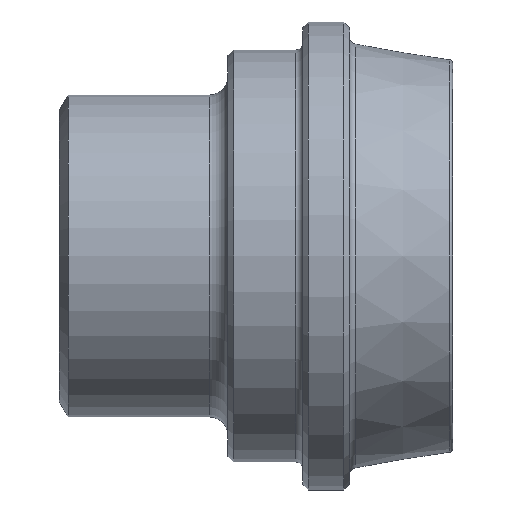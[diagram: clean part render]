
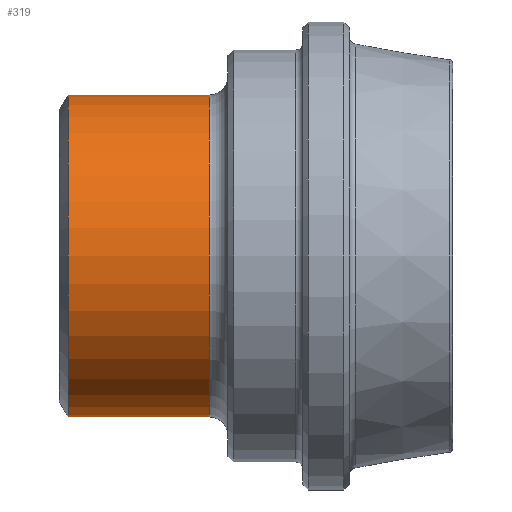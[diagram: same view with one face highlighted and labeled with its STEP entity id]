
A CAD part, front view. The second image highlights one B-rep face of the part: STEP entity #319.
In plain terms, the highlighted cylindrical face has radius 8.6 mm (diameter 17.2 mm), a full revolution.
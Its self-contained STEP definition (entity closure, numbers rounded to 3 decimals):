
#32=CYLINDRICAL_SURFACE('',#391,8.6);
#51=FACE_OUTER_BOUND('',#76,.T.);
#76=EDGE_LOOP('',(#285,#286,#287,#288,#289));
#87=LINE('',#603,#98);
#98=VECTOR('',#507,8.6);
#129=CIRCLE('',#388,8.6);
#131=CIRCLE('',#390,8.6);
#132=CIRCLE('',#392,8.6);
#159=VERTEX_POINT('',#596);
#160=VERTEX_POINT('',#597);
#161=VERTEX_POINT('',#602);
#200=EDGE_CURVE('',#159,#160,#129,.T.);
#202=EDGE_CURVE('',#160,#159,#131,.T.);
#203=EDGE_CURVE('',#159,#161,#87,.T.);
#204=EDGE_CURVE('',#161,#161,#132,.T.);
#285=ORIENTED_EDGE('',*,*,#200,.F.);
#286=ORIENTED_EDGE('',*,*,#203,.T.);
#287=ORIENTED_EDGE('',*,*,#204,.T.);
#288=ORIENTED_EDGE('',*,*,#203,.F.);
#289=ORIENTED_EDGE('',*,*,#202,.F.);
#319=ADVANCED_FACE('',(#51),#32,.T.);
#388=AXIS2_PLACEMENT_3D('',#598,#499,#500);
#390=AXIS2_PLACEMENT_3D('',#600,#503,#504);
#391=AXIS2_PLACEMENT_3D('',#601,#505,#506);
#392=AXIS2_PLACEMENT_3D('',#604,#508,#509);
#499=DIRECTION('center_axis',(1.,0.,0.));
#500=DIRECTION('ref_axis',(0.,-1.,0.));
#503=DIRECTION('center_axis',(1.,0.,0.));
#504=DIRECTION('ref_axis',(0.,-1.,0.));
#505=DIRECTION('center_axis',(1.,0.,0.));
#506=DIRECTION('ref_axis',(0.,1.,0.));
#507=DIRECTION('',(-1.,0.,0.));
#508=DIRECTION('center_axis',(1.,0.,0.));
#509=DIRECTION('ref_axis',(0.,0.,-1.));
#596=CARTESIAN_POINT('',(-13.,-8.6,0.));
#597=CARTESIAN_POINT('',(-13.,0.,8.6));
#598=CARTESIAN_POINT('Origin',(-13.,0.,0.));
#600=CARTESIAN_POINT('Origin',(-13.,0.,0.));
#601=CARTESIAN_POINT('Origin',(-16.269,0.,0.));
#602=CARTESIAN_POINT('',(-20.538,-8.6,0.));
#603=CARTESIAN_POINT('',(-16.269,-8.6,0.));
#604=CARTESIAN_POINT('Origin',(-20.538,0.,0.));
